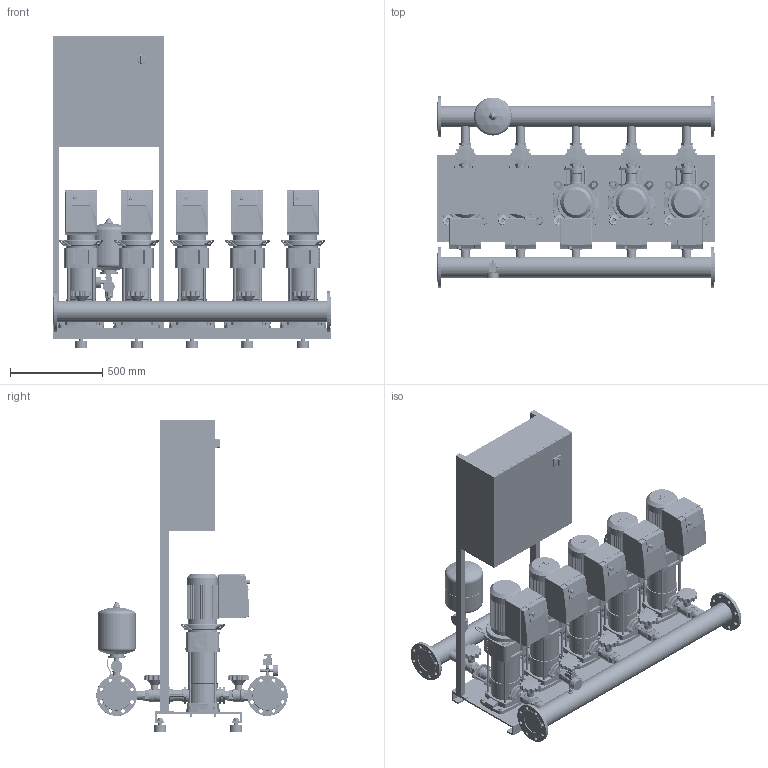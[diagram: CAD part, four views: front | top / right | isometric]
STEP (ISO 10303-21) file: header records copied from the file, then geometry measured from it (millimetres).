
FILE_DESCRIPTION((''),'2;1');
FILE_NAME('3d_COR-5HELIXVE1602_K_CCE-01-2532342.stp','2015-10-05T07:19:51',(''),(''),'Mechanical Desktop 2009','Mechanical Desktop 2009',', , ');
FILE_SCHEMA(('CONFIG_CONTROL_DESIGN'));
Length unit declared in the file: millimetre
Products named in the file (1): Product
Bounding box: 1500 x 1036 x 1685 mm (x, y, z)
Volume: 279536913.7 mm3; surface area: 14790059 mm2
Topology: 285 solids, 285 shells, 7001 faces, 17595 edges, 11405 vertices
Faces by surface type: bspline 2218, cylinder 2197, plane 1953, cone 295, torus 242, sphere 96
Entity records: 232365 total; most frequent: CARTESIAN_POINT 67830, ORIENTED_EDGE 35006, DIRECTION 32759, EDGE_CURVE 17503, AXIS2_PLACEMENT_3D 11617, VERTEX_POINT 11398, VECTOR 9525, LINE 9525
